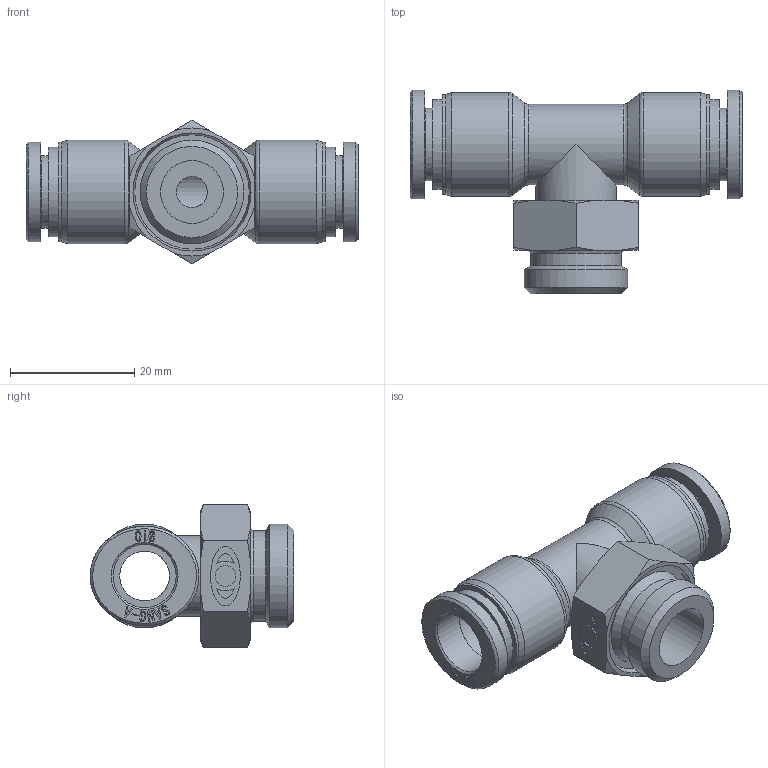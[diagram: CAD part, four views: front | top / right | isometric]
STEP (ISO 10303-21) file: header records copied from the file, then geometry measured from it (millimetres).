
FILE_DESCRIPTION((''),'2;1');
FILE_NAME('F-PT 10G03.stp','2020-11-25T09:41:09',('Administrator'),(''),'Autodesk Inventor 2013','Autodesk Inventor 2013','');
FILE_SCHEMA(('CONFIG_CONTROL_DESIGN'));
Length unit declared in the file: millimetre
Products named in the file (4): 조립품21; F-PT 1002 BODY; F-SLEEVE 10(SUS); F-BODY G03(SUS) 
Assembly tree (4 placements, depth 2):
  조립품21
    F-PT 1002 BODY
    F-SLEEVE 10(SUS)  x2
    F-BODY G03(SUS) 
Bounding box: 53.4 x 32.75 x 23.09 mm (x, y, z)
Volume: 8874 mm3; surface area: 7502.2 mm2
Topology: 4 solids, 4 shells, 477 faces, 1248 edges, 827 vertices
Faces by surface type: plane 216, bspline 211, cone 24, cylinder 22, torus 4
Full cylindrical faces by diameter (mm): 3.35 x1, 5 x1, 8 x1, 10.1 x1, 10.15 x2, 10.2 x2, 11.7 x2, 13 x2, 14.4 x2, 14.6 x1, 16.05 x2, 16.662 x1, 16.7 x2
Entity records: 9882 total; most frequent: CARTESIAN_POINT 3114, ORIENTED_EDGE 1566, DIRECTION 925, EDGE_CURVE 783, VERTEX_POINT 538, VECTOR 421, LINE 421, EDGE_LOOP 389
